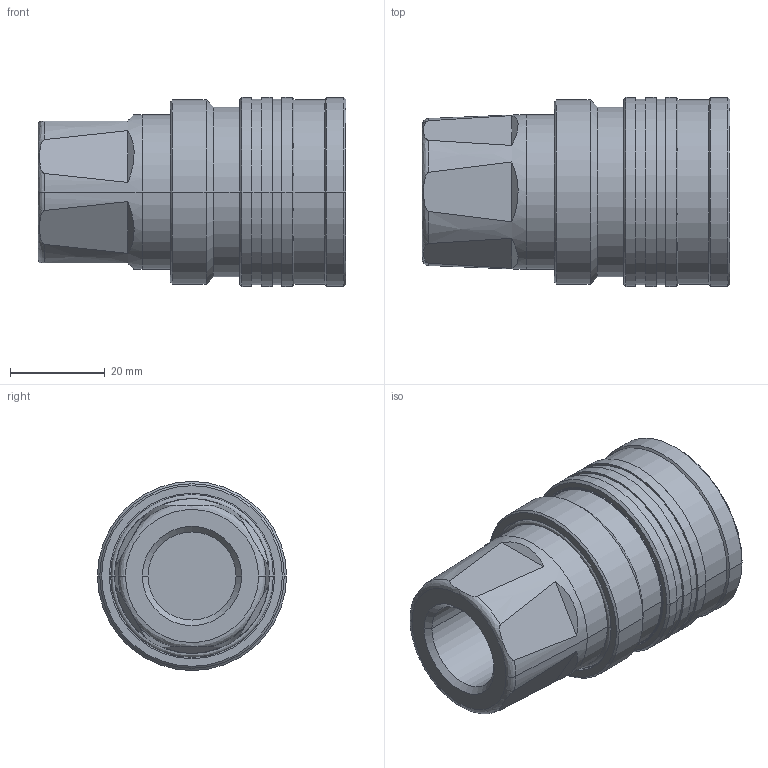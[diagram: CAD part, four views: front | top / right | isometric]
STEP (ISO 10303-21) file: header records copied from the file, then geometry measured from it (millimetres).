
FILE_DESCRIPTION (( 'STEP AP214' ), '1' );
FILE_NAME ('5011 RV.STEP', '2015-09-03T14:15:02', ( 'admin' ), ( 'Microsoft' ), 'SwSTEP 2.0', 'SolidWorks 2009', '' );
FILE_SCHEMA (( 'AUTOMOTIVE_DESIGN' ));
Length unit declared in the file: millimetre
Products named in the file (1): 5011 RV
Bounding box: 65.15 x 40 x 40 mm (x, y, z)
Volume: 47676.1 mm3; surface area: 14879.3 mm2
Topology: 1 solids, 1 shells, 147 faces, 306 edges, 184 vertices
Faces by surface type: cylinder 48, cone 40, plane 37, bspline 22
Entity records: 5015 total; most frequent: CARTESIAN_POINT 1458, DIRECTION 694, ORIENTED_EDGE 612, EDGE_CURVE 306, AXIS2_PLACEMENT_3D 300, VERTEX_POINT 184, CIRCLE 174, EDGE_LOOP 170
